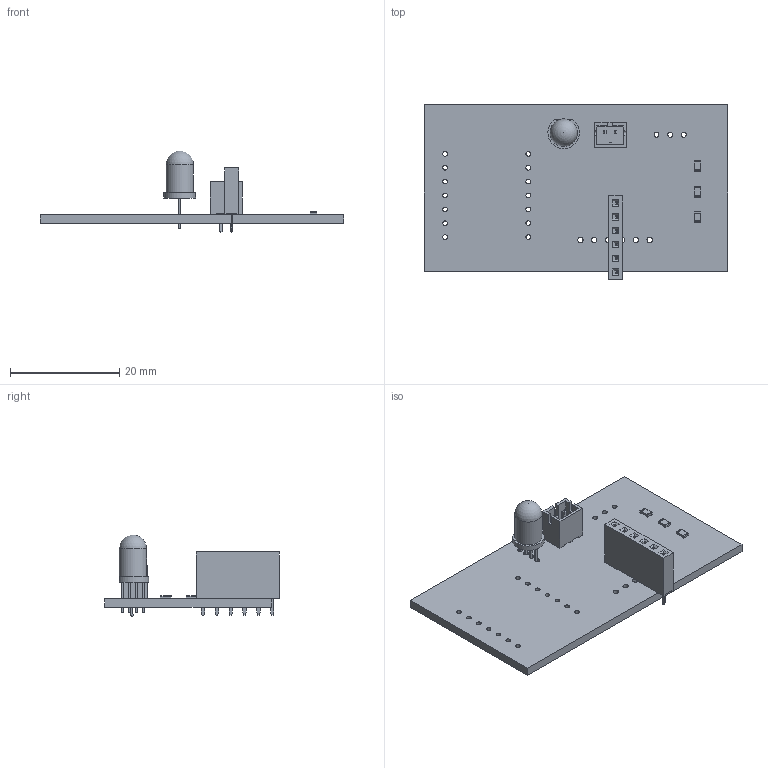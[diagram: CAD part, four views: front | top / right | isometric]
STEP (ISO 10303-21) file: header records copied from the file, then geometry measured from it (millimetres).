
FILE_DESCRIPTION(('KiCad electronic assembly'),'2;1');
FILE_NAME('ACL_ToF.step','2025-05-05T18:52:53',('Pcbnew'),('Kicad'), 'Open CASCADE STEP processor 7.8','KiCad to STEP converter','Unknown' );
FILE_SCHEMA(('AUTOMOTIVE_DESIGN { 1 0 10303 214 1 1 1 1 }'));
Length unit declared in the file: millimetre
Products named in the file (10): ACL_ToF 1; R_0805_2012Metric; JST_PH_B2B-PH-K_1x02_P2.00mm_Vertical; JST_B2B_PH_K; LED_D5.0mm-4_RGB; LED_D5.0mm-4; PinSocket_1x06_P2.54mm_Vertical; ACL_ToF_PCB
Assembly tree (11 placements, depth 3):
  ACL_ToF 1
    R_0805_2012Metric  x3
      R_0805_2012Metric
    JST_PH_B2B-PH-K_1x02_P2.00mm_Vertical
      JST_B2B_PH_K
    LED_D5.0mm-4_RGB
      LED_D5.0mm-4
    PinSocket_1x06_P2.54mm_Vertical
      PinSocket_1x06_P2.54mm_Vertical
    ACL_ToF_PCB
Bounding box: 55.5 x 31.97 x 15 mm (x, y, z)
Volume: 3239.6 mm3; surface area: 4784.2 mm2
Topology: 7 solids, 7 shells, 398 faces, 1052 edges, 686 vertices
Faces by surface type: plane 340, cylinder 57, sphere 1
Full cylindrical faces by diameter (mm): 0.75 x2, 0.85 x14, 0.9 x7, 1 x6, 5 x1
Entity records: 13018 total; most frequent: CARTESIAN_POINT 1871, ORIENTED_EDGE 1830, DIRECTION 1715, EDGE_CURVE 915, LINE 831, VECTOR 831, VERTEX_POINT 598, AXIS2_PLACEMENT_3D 442
